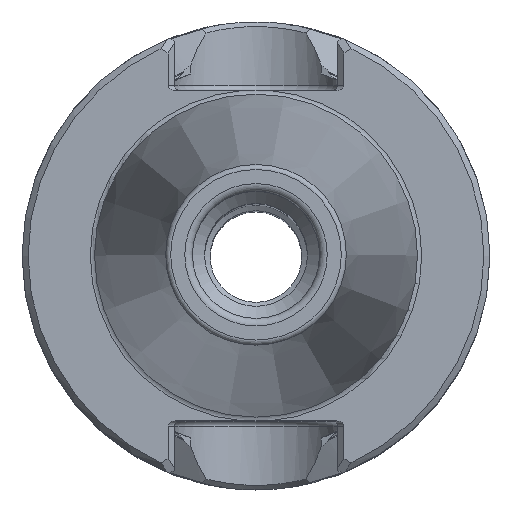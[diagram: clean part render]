
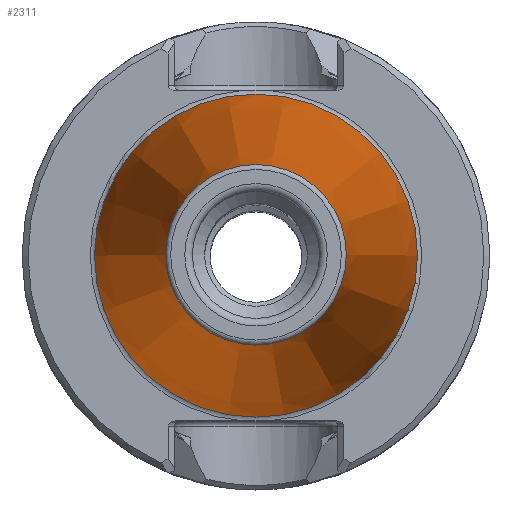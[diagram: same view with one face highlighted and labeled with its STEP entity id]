
A CAD part, top view. The second image highlights one B-rep face of the part: STEP entity #2311.
In plain terms, the highlighted conical face has half-angle 8.297 degrees and reference radius 8.879 mm.
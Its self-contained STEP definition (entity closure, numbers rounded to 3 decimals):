
#289=CONICAL_SURFACE('',#2464,8.879,0.145);
#375=ORIENTED_EDGE('',*,*,#776,.T.);
#376=ORIENTED_EDGE('',*,*,#775,.F.);
#775=EDGE_CURVE('',#993,#993,#1151,.T.);
#776=EDGE_CURVE('',#994,#994,#1152,.T.);
#993=VERTEX_POINT('',#3154);
#994=VERTEX_POINT('',#3157);
#1151=CIRCLE('',#2463,8.879);
#1152=CIRCLE('',#2465,15.876);
#1263=EDGE_LOOP('',(#375));
#1264=EDGE_LOOP('',(#376));
#1417=FACE_BOUND('',#1263,.T.);
#1418=FACE_BOUND('',#1264,.T.);
#2311=ADVANCED_FACE('',(#1417,#1418),#289,.T.);
#2463=AXIS2_PLACEMENT_3D('',#3153,#2740,#2741);
#2464=AXIS2_PLACEMENT_3D('',#3155,#2742,#2743);
#2465=AXIS2_PLACEMENT_3D('',#3156,#2744,#2745);
#2740=DIRECTION('',(0.,0.,1.));
#2741=DIRECTION('',(1.,0.,0.));
#2742=DIRECTION('',(0.,0.,-1.));
#2743=DIRECTION('',(-1.,0.,0.));
#2744=DIRECTION('',(0.,0.,1.));
#2745=DIRECTION('',(1.,0.,0.));
#3153=CARTESIAN_POINT('',(0.,0.,47.972));
#3154=CARTESIAN_POINT('',(8.879,0.,47.972));
#3155=CARTESIAN_POINT('',(0.,0.,47.972));
#3156=CARTESIAN_POINT('',(0.,0.,-0.009));
#3157=CARTESIAN_POINT('',(15.876,0.,-0.009));
